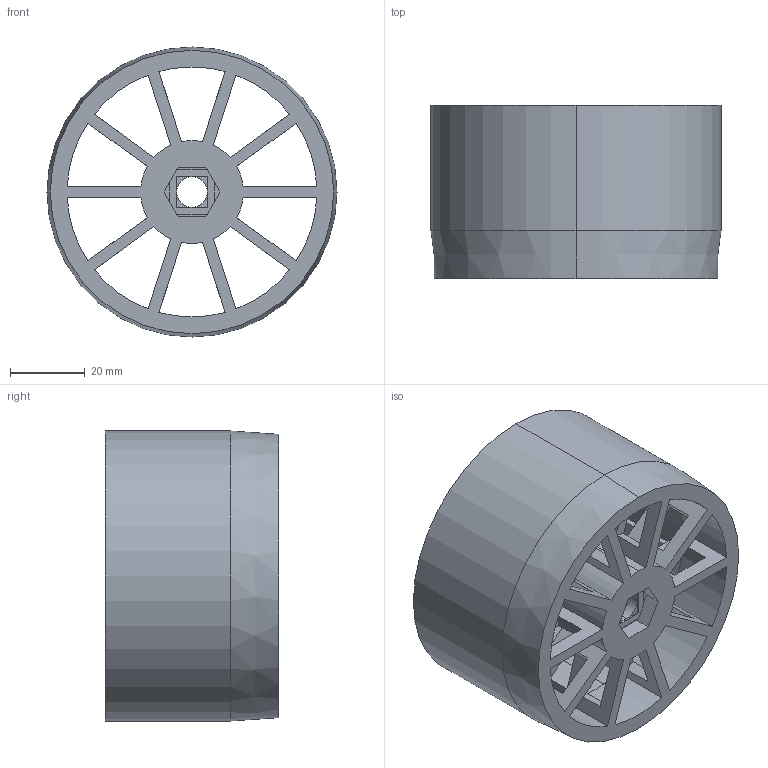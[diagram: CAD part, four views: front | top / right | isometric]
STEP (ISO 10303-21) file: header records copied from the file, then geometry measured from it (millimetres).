
FILE_DESCRIPTION (( 'STEP AP214' ), '1' );
FILE_NAME ('Stryde_Combine.STEP', '2024-08-19T12:22:47', ( '' ), ( '' ), 'SwSTEP 2.0', 'SolidWorks 2024', '' );
FILE_SCHEMA (( 'AUTOMOTIVE_DESIGN' ));
Length unit declared in the file: millimetre
Products named in the file (1): Stryde_Combine
Bounding box: 77.8 x 46.5 x 77.8 mm (x, y, z)
Volume: 50328.5 mm3; surface area: 34010.2 mm2
Topology: 2 solids, 2 shells, 136 faces, 385 edges, 256 vertices
Faces by surface type: plane 95, cylinder 39, cone 2
Entity records: 4513 total; most frequent: CARTESIAN_POINT 778, ORIENTED_EDGE 770, DIRECTION 739, EDGE_CURVE 385, LINE 305, VECTOR 305, VERTEX_POINT 256, AXIS2_PLACEMENT_3D 217
